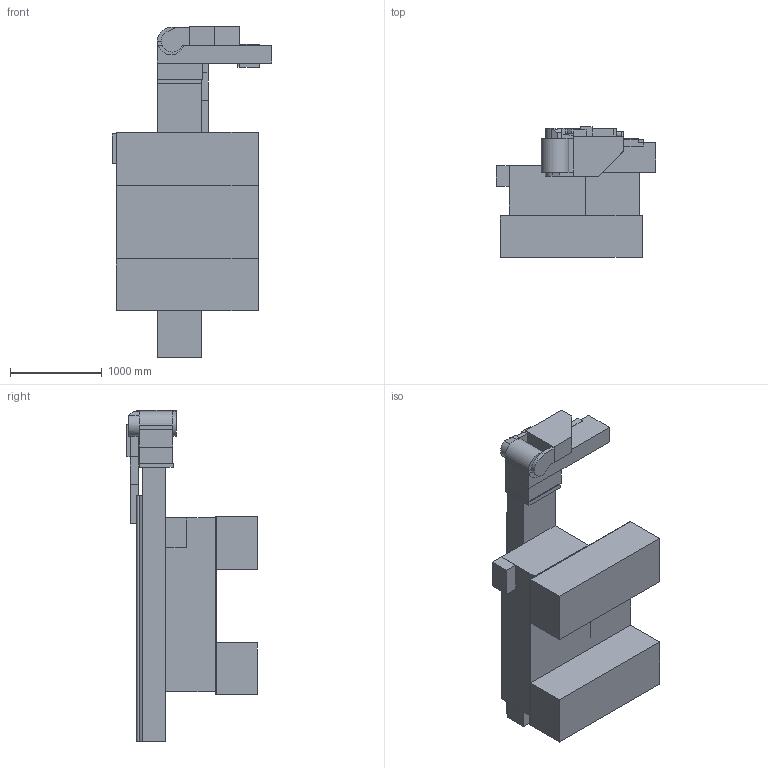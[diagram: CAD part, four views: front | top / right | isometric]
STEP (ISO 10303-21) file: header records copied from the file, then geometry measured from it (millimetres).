
FILE_DESCRIPTION(/* description */ (''),/* implementation_level */ '2;1');
FILE_NAME(/* name */ 'part1.stp',/* time_stamp */ '2020-07-25T20:33:26+08:00',/* author */ (''),/* organization */ (''),/* preprocessor_version */ 'ST-DEVELOPER v16',/* originating_system */ 'SIEMENS PLM Software NX 10.0',/* authorisation */ '');
FILE_SCHEMA (('CONFIG_CONTROL_DESIGN'));
Length unit declared in the file: millimetre
Products named in the file (1): part1
Bounding box: 1740 x 1426 x 3628 mm (x, y, z)
Volume: 2708133567.7 mm3; surface area: 34934304 mm2
Topology: 25 solids, 25 shells, 177 faces, 376 edges, 250 vertices
Faces by surface type: plane 170, cylinder 7
Full cylindrical faces by diameter (mm): 60 x1, 300 x1
Entity records: 4689 total; most frequent: CARTESIAN_POINT 800, DIRECTION 747, ORIENTED_EDGE 746, EDGE_CURVE 373, LINE 355, VECTOR 355, VERTEX_POINT 249, AXIS2_PLACEMENT_3D 196
